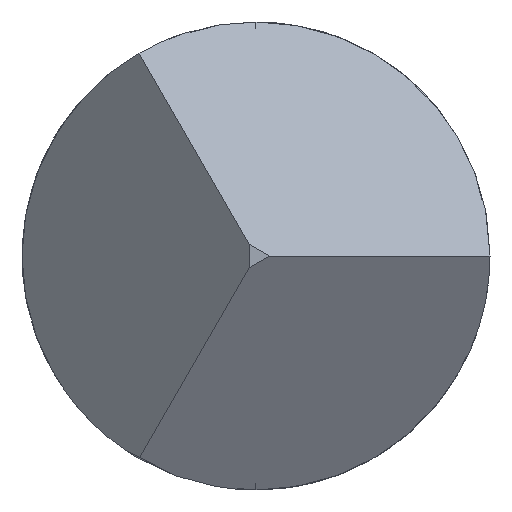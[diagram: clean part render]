
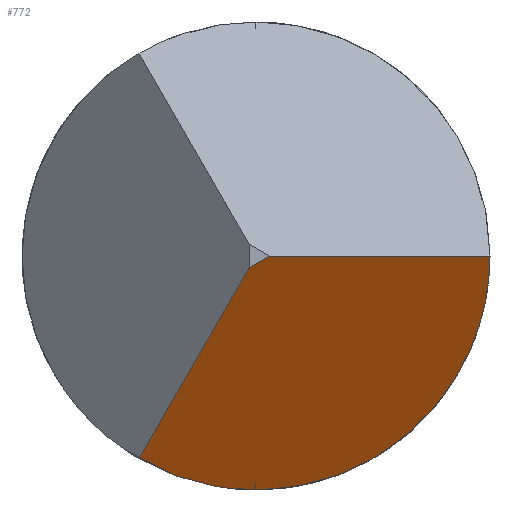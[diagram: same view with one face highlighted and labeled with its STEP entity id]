
A CAD part, left-side view. The second image highlights one B-rep face of the part: STEP entity #772.
In plain terms, the highlighted planar face has unit normal (-0.743, -0.335, -0.58).
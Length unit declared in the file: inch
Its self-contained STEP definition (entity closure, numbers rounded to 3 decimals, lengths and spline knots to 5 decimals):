
#54 = DIRECTION ( 'NONE',  ( 0.411, -0.912, 0. ) ) ;
#55 = CARTESIAN_POINT ( 'NONE',  ( -0.26457, -0.0175, 0. ) ) ;
#84 = CARTESIAN_POINT ( 'NONE',  ( -0.25658, -0.0175, -0.01025 ) ) ;
#103 = CARTESIAN_POINT ( 'NONE',  ( -0.272, 0.0005, -0.00087 ) ) ;
#117 = FACE_OUTER_BOUND ( 'NONE', #621, .T. ) ;
#144 = LINE ( 'NONE', #490, #1006 ) ;
#158 = VERTEX_POINT ( 'NONE', #928 ) ;
#167 = DIRECTION ( 'NONE',  ( -0.743, -0.335, -0.579 ) ) ;
#200 = VECTOR ( 'NONE', #211, 39.37008 ) ;
#211 = DIRECTION ( 'NONE',  ( -0.411, -0.456, 0.79 ) ) ;
#285 = DIRECTION ( 'NONE',  ( -0.615, 0., 0.789 ) ) ;
#392 = VERTEX_POINT ( 'NONE', #855 ) ;
#428 = CARTESIAN_POINT ( 'NONE',  ( -0.26457, -0.0175, 0. ) ) ;
#431 = EDGE_CURVE ( 'NONE', #392, #925, #1059, .T. ) ;
#457 = LINE ( 'NONE', #997, #200 ) ;
#490 = CARTESIAN_POINT ( 'NONE',  ( -0.06844, -0.45315, 0. ) ) ;
#496 = VERTEX_POINT ( 'NONE', #103 ) ;
#615 = PLANE ( 'NONE',  #1197 ) ;
#620 = ORIENTED_EDGE ( 'NONE', *, *, #674, .F. ) ;
#621 = EDGE_LOOP ( 'NONE', ( #1252, #636, #1339, #1273, #620 ) ) ;
#636 = ORIENTED_EDGE ( 'NONE', *, *, #1043, .T. ) ;
#637 = CARTESIAN_POINT ( 'NONE',  ( -0.2588, 0., -0.0175 ) ) ;
#674 = EDGE_CURVE ( 'NONE', #496, #158, #878, .T. ) ;
#684 = CARTESIAN_POINT ( 'NONE',  ( -0.2588, 0., -0.0175 ) ) ;
#736 =( BOUNDED_CURVE ( )  B_SPLINE_CURVE ( 3, ( #1013, #897, #1366, #684 ),
 .UNSPECIFIED., .F., .F. ) 
 B_SPLINE_CURVE_WITH_KNOTS ( ( 4, 4 ),
 ( 5.23599, 5.75959 ),
 .UNSPECIFIED. ) 
 CURVE ( )  GEOMETRIC_REPRESENTATION_ITEM ( )  RATIONAL_B_SPLINE_CURVE ( ( 1., 0.977, 0.977, 1. ) ) 
 REPRESENTATION_ITEM ( '' )  );
#759 = EDGE_CURVE ( 'NONE', #808, #496, #457, .T. ) ;
#772 = ADVANCED_FACE ( 'NONE', ( #117 ), #615, .T. ) ;
#808 = VERTEX_POINT ( 'NONE', #1112 ) ;
#829 = VECTOR ( 'NONE', #1032, 39.37008 ) ;
#855 = CARTESIAN_POINT ( 'NONE',  ( -0.2588, 0., -0.0175 ) ) ;
#878 = LINE ( 'NONE', #1140, #829 ) ;
#897 = CARTESIAN_POINT ( 'NONE',  ( -0.26216, 0.00607, -0.0167 ) ) ;
#925 = VERTEX_POINT ( 'NONE', #428 ) ;
#928 = CARTESIAN_POINT ( 'NONE',  ( -0.272, -0.001, 0. ) ) ;
#997 = CARTESIAN_POINT ( 'NONE',  ( -0.47612, -0.2262, 0.39179 ) ) ;
#1006 = VECTOR ( 'NONE', #54, 39.37008 ) ;
#1013 = CARTESIAN_POINT ( 'NONE',  ( -0.26457, 0.00875, -0.01516 ) ) ;
#1032 = DIRECTION ( 'NONE',  ( 0., -0.866, 0.5 ) ) ;
#1043 = EDGE_CURVE ( 'NONE', #808, #392, #736, .T. ) ;
#1059 =( BOUNDED_CURVE ( )  B_SPLINE_CURVE ( 3, ( #637, #1326, #84, #55 ),
 .UNSPECIFIED., .F., .F. ) 
 B_SPLINE_CURVE_WITH_KNOTS ( ( 4, 4 ),
 ( 5.75959, 7.33038 ),
 .UNSPECIFIED. ) 
 CURVE ( )  GEOMETRIC_REPRESENTATION_ITEM ( )  RATIONAL_B_SPLINE_CURVE ( ( 1., 0.805, 0.805, 1. ) ) 
 REPRESENTATION_ITEM ( '' )  );
#1112 = CARTESIAN_POINT ( 'NONE',  ( -0.26457, 0.00875, -0.01516 ) ) ;
#1140 = CARTESIAN_POINT ( 'NONE',  ( -0.272, 0.5443, -0.31483 ) ) ;
#1197 = AXIS2_PLACEMENT_3D ( 'NONE', #1425, #167, #285 ) ;
#1252 = ORIENTED_EDGE ( 'NONE', *, *, #759, .F. ) ;
#1273 = ORIENTED_EDGE ( 'NONE', *, *, #1276, .F. ) ;
#1276 = EDGE_CURVE ( 'NONE', #158, #925, #144, .T. ) ;
#1326 = CARTESIAN_POINT ( 'NONE',  ( -0.25419, -0.01025, -0.0175 ) ) ;
#1339 = ORIENTED_EDGE ( 'NONE', *, *, #431, .T. ) ;
#1366 = CARTESIAN_POINT ( 'NONE',  ( -0.2602, 0.00309, -0.0175 ) ) ;
#1425 = CARTESIAN_POINT ( 'NONE',  ( -0.272, 0.5443, -0.31483 ) ) ;
